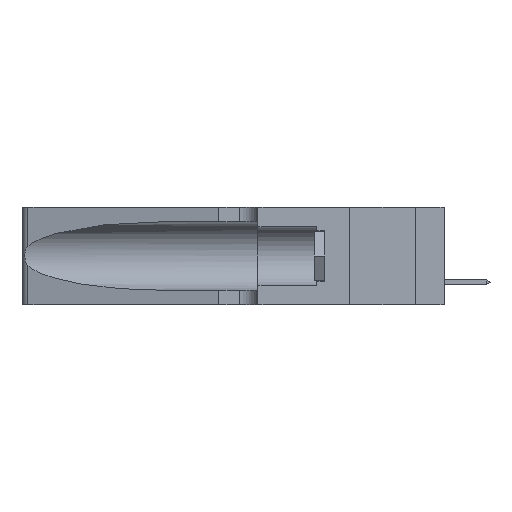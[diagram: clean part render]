
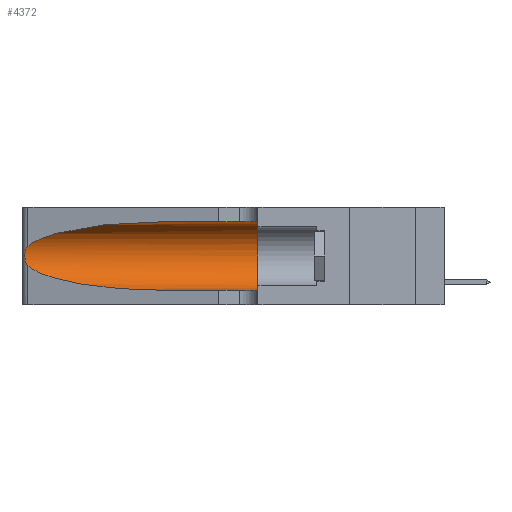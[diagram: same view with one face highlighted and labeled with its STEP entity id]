
A CAD part, left-side view. The second image highlights one B-rep face of the part: STEP entity #4372.
In plain terms, the highlighted cylindrical face has radius 3.308 mm (diameter 6.617 mm), a partial arc.
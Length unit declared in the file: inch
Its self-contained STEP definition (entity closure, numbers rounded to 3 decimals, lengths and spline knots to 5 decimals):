
#459 = ORIENTED_EDGE ( 'NONE', *, *, #844, .F. ) ;
#640 = CARTESIAN_POINT ( 'NONE',  ( 0.25787, 1.23484, 0.2124 ) ) ;
#821 = CARTESIAN_POINT ( 'NONE',  ( 0.1305, 0.72297, 0.31525 ) ) ;
#844 = EDGE_CURVE ( 'NONE', #12947, #15463, #21882, .T. ) ;
#1203 = CARTESIAN_POINT ( 'NONE',  ( 0.25487, 1.22718, 0.14631 ) ) ;
#1747 = EDGE_CURVE ( 'NONE', #15463, #11777, #7766, .T. ) ;
#1896 = CARTESIAN_POINT ( 'NONE',  ( 0.25487, 1.22718, 0.22369 ) ) ;
#2625 = CARTESIAN_POINT ( 'NONE',  ( 0.26018, 1.23835, 0.19895 ) ) ;
#2628 = ORIENTED_EDGE ( 'NONE', *, *, #15164, .T. ) ;
#3003 = VERTEX_POINT ( 'NONE', #1896 ) ;
#3306 = ORIENTED_EDGE ( 'NONE', *, *, #1747, .F. ) ;
#4372 = ADVANCED_FACE ( 'NONE', ( #12401 ), #6524, .F. ) ;
#4403 = CARTESIAN_POINT ( 'NONE',  ( 0.25555, 1.22993, 0.14849 ) ) ;
#4484 = CARTESIAN_POINT ( 'NONE',  ( 0.25639, 1.23184, 0.21858 ) ) ;
#4898 = CARTESIAN_POINT ( 'NONE',  ( 0.18966, 0.96281, 0.31525 ) ) ;
#4925 = CARTESIAN_POINT ( 'NONE',  ( 0.18966, 0.96281, 0.05475 ) ) ;
#5077 = CARTESIAN_POINT ( 'NONE',  ( 0.25487, 1.22718, 0.22369 ) ) ;
#5233 = AXIS2_PLACEMENT_3D ( 'NONE', #10286, #10453, #20438 ) ;
#6243 = DIRECTION ( 'NONE',  ( 0., 1., 0. ) ) ;
#6371 = CARTESIAN_POINT ( 'NONE',  ( 0.26075, 1.23896, 0.19203 ) ) ;
#6524 = CYLINDRICAL_SURFACE ( 'NONE', #5233, 0.13025 ) ;
#6634 = CARTESIAN_POINT ( 'NONE',  ( 0.25789, 1.23486, 0.15765 ) ) ;
#7766 = CIRCLE ( 'NONE', #10935, 0.13025 ) ;
#7953 = CARTESIAN_POINT ( 'NONE',  ( 0.25555, 1.22994, 0.2215 ) ) ;
#8085 = VECTOR ( 'NONE', #14772, 39.37008 ) ;
#8382 = CARTESIAN_POINT ( 'NONE',  ( 0.25639, 1.23186, 0.15144 ) ) ;
#8470 = DIRECTION ( 'NONE',  ( 0., -1., 0. ) ) ;
#8552 = CARTESIAN_POINT ( 'NONE',  ( 0.26075, 1.23896, 0.178 ) ) ;
#8724 = CARTESIAN_POINT ( 'NONE',  ( 0.2373, 1.15595, 0.28018 ) ) ;
#9005 = ORIENTED_EDGE ( 'NONE', *, *, #9977, .T. ) ;
#9614 = ORIENTED_EDGE ( 'NONE', *, *, #14471, .T. ) ;
#9967 =( BOUNDED_CURVE ( )  B_SPLINE_CURVE ( 3, ( #821, #4898, #8724, #5077 ),
 .UNSPECIFIED., .F., .T. ) 
 B_SPLINE_CURVE_WITH_KNOTS ( ( 4, 4 ),
 ( 1.5708, 2.84003 ),
 .UNSPECIFIED. ) 
 CURVE ( )  GEOMETRIC_REPRESENTATION_ITEM ( )  RATIONAL_B_SPLINE_CURVE ( ( 1., 0.87, 0.87, 1. ) ) 
 REPRESENTATION_ITEM ( '' )  );
#9977 = EDGE_CURVE ( 'NONE', #12010, #16428, #24375, .T. ) ;
#10286 = CARTESIAN_POINT ( 'NONE',  ( 0.1305, 1.61858, 0.185 ) ) ;
#10412 = CARTESIAN_POINT ( 'NONE',  ( 0.1305, 0.35, 0.185 ) ) ;
#10450 = CARTESIAN_POINT ( 'NONE',  ( 0.1305, 1.61858, 0.31525 ) ) ;
#10453 = DIRECTION ( 'NONE',  ( 0., -1., 0. ) ) ;
#10537 = CARTESIAN_POINT ( 'NONE',  ( 0.25487, 1.22718, 0.14631 ) ) ;
#10935 = AXIS2_PLACEMENT_3D ( 'NONE', #10412, #6243, #18174 ) ;
#11203 = B_SPLINE_CURVE_WITH_KNOTS ( 'NONE', 3,
 ( #13967, #7953, #4484, #640, #14222, #2625, #6371, #8552, #14314, #22268, #6634, #8382, #4403, #10537 ),
 .UNSPECIFIED., .F., .F.,
 ( 4, 2, 2, 2, 2, 2, 4 ),
 ( 0., 0.00027, 0.00053, 0.00107, 0.0016, 0.00187, 0.00214 ),
 .UNSPECIFIED. ) ;
#11777 = VERTEX_POINT ( 'NONE', #19822 ) ;
#12010 = VERTEX_POINT ( 'NONE', #1203 ) ;
#12401 = FACE_OUTER_BOUND ( 'NONE', #22894, .T. ) ;
#12929 = CARTESIAN_POINT ( 'NONE',  ( 0.1305, 0.72297, 0.05475 ) ) ;
#12947 = VERTEX_POINT ( 'NONE', #22743 ) ;
#13125 = CARTESIAN_POINT ( 'NONE',  ( 0.2373, 1.15595, 0.08982 ) ) ;
#13967 = CARTESIAN_POINT ( 'NONE',  ( 0.25487, 1.22718, 0.22369 ) ) ;
#14222 = CARTESIAN_POINT ( 'NONE',  ( 0.25854, 1.2359, 0.20912 ) ) ;
#14314 = CARTESIAN_POINT ( 'NONE',  ( 0.26017, 1.23833, 0.17102 ) ) ;
#14471 = EDGE_CURVE ( 'NONE', #3003, #12010, #11203, .T. ) ;
#14772 = DIRECTION ( 'NONE',  ( 0., -1., 0. ) ) ;
#15082 = EDGE_CURVE ( 'NONE', #12947, #3003, #9967, .T. ) ;
#15164 = EDGE_CURVE ( 'NONE', #16428, #11777, #21285, .T. ) ;
#15463 = VERTEX_POINT ( 'NONE', #18194 ) ;
#16428 = VERTEX_POINT ( 'NONE', #12929 ) ;
#17293 = CARTESIAN_POINT ( 'NONE',  ( 0.1305, 0.72297, 0.05475 ) ) ;
#18174 = DIRECTION ( 'NONE',  ( 0., 0., 1. ) ) ;
#18194 = CARTESIAN_POINT ( 'NONE',  ( 0.1305, 0.35, 0.31525 ) ) ;
#19822 = CARTESIAN_POINT ( 'NONE',  ( 0.1305, 0.35, 0.05475 ) ) ;
#20438 = DIRECTION ( 'NONE',  ( 0., 0., -1. ) ) ;
#20630 = CARTESIAN_POINT ( 'NONE',  ( 0.25487, 1.22718, 0.14631 ) ) ;
#21285 = LINE ( 'NONE', #22375, #8085 ) ;
#21882 = LINE ( 'NONE', #10450, #22827 ) ;
#22268 = CARTESIAN_POINT ( 'NONE',  ( 0.25856, 1.23593, 0.16098 ) ) ;
#22375 = CARTESIAN_POINT ( 'NONE',  ( 0.1305, 1.61858, 0.05475 ) ) ;
#22743 = CARTESIAN_POINT ( 'NONE',  ( 0.1305, 0.72297, 0.31525 ) ) ;
#22827 = VECTOR ( 'NONE', #8470, 39.37008 ) ;
#22894 = EDGE_LOOP ( 'NONE', ( #24867, #9614, #9005, #2628, #3306, #459 ) ) ;
#24375 =( BOUNDED_CURVE ( )  B_SPLINE_CURVE ( 3, ( #20630, #13125, #4925, #17293 ),
 .UNSPECIFIED., .F., .F. ) 
 B_SPLINE_CURVE_WITH_KNOTS ( ( 4, 4 ),
 ( 3.44316, 4.71239 ),
 .UNSPECIFIED. ) 
 CURVE ( )  GEOMETRIC_REPRESENTATION_ITEM ( )  RATIONAL_B_SPLINE_CURVE ( ( 1., 0.87, 0.87, 1. ) ) 
 REPRESENTATION_ITEM ( '' )  );
#24867 = ORIENTED_EDGE ( 'NONE', *, *, #15082, .T. ) ;
